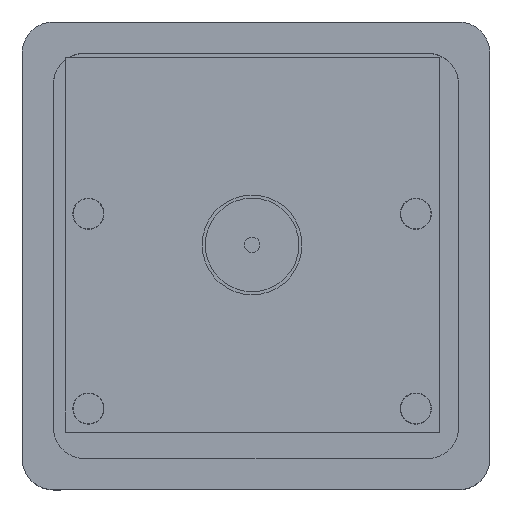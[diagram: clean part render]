
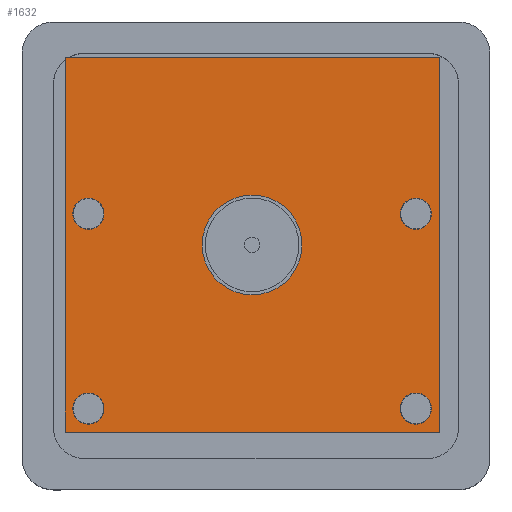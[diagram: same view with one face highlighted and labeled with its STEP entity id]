
A CAD part, top view. The second image highlights one B-rep face of the part: STEP entity #1632.
In plain terms, the highlighted face is planar.
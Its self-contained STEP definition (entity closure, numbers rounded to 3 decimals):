
#54=FACE_BOUND('',#607,.T.);
#55=FACE_BOUND('',#608,.T.);
#56=FACE_BOUND('',#609,.T.);
#57=FACE_BOUND('',#610,.T.);
#58=FACE_BOUND('',#611,.T.);
#210=LINE('',#2733,#366);
#213=LINE('',#2739,#369);
#216=LINE('',#2745,#372);
#219=LINE('',#2749,#375);
#366=VECTOR('',#2272,10.);
#369=VECTOR('',#2277,10.);
#372=VECTOR('',#2282,10.);
#375=VECTOR('',#2287,10.);
#494=FACE_OUTER_BOUND('',#606,.T.);
#606=EDGE_LOOP('',(#1452,#1453,#1454,#1455));
#607=EDGE_LOOP('',(#1456));
#608=EDGE_LOOP('',(#1457));
#609=EDGE_LOOP('',(#1458));
#610=EDGE_LOOP('',(#1459));
#611=EDGE_LOOP('',(#1460));
#668=CIRCLE('',#1805,3.2);
#670=CIRCLE('',#1808,1.);
#672=CIRCLE('',#1811,1.);
#674=CIRCLE('',#1814,1.);
#676=CIRCLE('',#1817,1.);
#804=VERTEX_POINT('',#2697);
#806=VERTEX_POINT('',#2703);
#808=VERTEX_POINT('',#2709);
#810=VERTEX_POINT('',#2715);
#812=VERTEX_POINT('',#2721);
#816=VERTEX_POINT('',#2730);
#817=VERTEX_POINT('',#2732);
#819=VERTEX_POINT('',#2738);
#821=VERTEX_POINT('',#2744);
#1011=EDGE_CURVE('',#804,#804,#668,.T.);
#1014=EDGE_CURVE('',#806,#806,#670,.T.);
#1017=EDGE_CURVE('',#808,#808,#672,.T.);
#1020=EDGE_CURVE('',#810,#810,#674,.T.);
#1023=EDGE_CURVE('',#812,#812,#676,.T.);
#1028=EDGE_CURVE('',#817,#816,#210,.T.);
#1031=EDGE_CURVE('',#819,#817,#213,.T.);
#1034=EDGE_CURVE('',#821,#819,#216,.T.);
#1037=EDGE_CURVE('',#816,#821,#219,.T.);
#1452=ORIENTED_EDGE('',*,*,#1037,.T.);
#1453=ORIENTED_EDGE('',*,*,#1034,.T.);
#1454=ORIENTED_EDGE('',*,*,#1031,.T.);
#1455=ORIENTED_EDGE('',*,*,#1028,.T.);
#1456=ORIENTED_EDGE('',*,*,#1011,.T.);
#1457=ORIENTED_EDGE('',*,*,#1023,.T.);
#1458=ORIENTED_EDGE('',*,*,#1020,.T.);
#1459=ORIENTED_EDGE('',*,*,#1017,.T.);
#1460=ORIENTED_EDGE('',*,*,#1014,.T.);
#1528=PLANE('',#1823);
#1632=ADVANCED_FACE('',(#494,#54,#55,#56,#57,#58),#1528,.T.);
#1805=AXIS2_PLACEMENT_3D('',#2698,#2235,#2236);
#1808=AXIS2_PLACEMENT_3D('',#2704,#2242,#2243);
#1811=AXIS2_PLACEMENT_3D('',#2710,#2249,#2250);
#1814=AXIS2_PLACEMENT_3D('',#2716,#2256,#2257);
#1817=AXIS2_PLACEMENT_3D('',#2722,#2263,#2264);
#1823=AXIS2_PLACEMENT_3D('',#2750,#2288,#2289);
#2235=DIRECTION('center_axis',(0.,-1.,0.));
#2236=DIRECTION('ref_axis',(-1.,0.,0.));
#2242=DIRECTION('center_axis',(0.,-1.,0.));
#2243=DIRECTION('ref_axis',(1.,0.,0.));
#2249=DIRECTION('center_axis',(0.,-1.,0.));
#2250=DIRECTION('ref_axis',(1.,0.,0.));
#2256=DIRECTION('center_axis',(0.,-1.,0.));
#2257=DIRECTION('ref_axis',(1.,0.,0.));
#2263=DIRECTION('center_axis',(0.,-1.,0.));
#2264=DIRECTION('ref_axis',(1.,0.,0.));
#2272=DIRECTION('',(0.,0.,1.));
#2277=DIRECTION('',(-1.,0.,0.));
#2282=DIRECTION('',(0.,0.,-1.));
#2287=DIRECTION('',(1.,0.,0.));
#2288=DIRECTION('center_axis',(0.,1.,0.));
#2289=DIRECTION('ref_axis',(1.,0.,0.));
#2697=CARTESIAN_POINT('',(15.2,1.,12.));
#2698=CARTESIAN_POINT('Origin',(12.,1.,12.));
#2703=CARTESIAN_POINT('',(9.,1.,1.5));
#2704=CARTESIAN_POINT('Origin',(10.,1.,1.5));
#2709=CARTESIAN_POINT('',(21.5,1.,1.5));
#2710=CARTESIAN_POINT('Origin',(22.5,1.,1.5));
#2715=CARTESIAN_POINT('',(21.5,1.,22.5));
#2716=CARTESIAN_POINT('Origin',(22.5,1.,22.5));
#2721=CARTESIAN_POINT('',(9.,1.,22.5));
#2722=CARTESIAN_POINT('Origin',(10.,1.,22.5));
#2730=CARTESIAN_POINT('',(0.,1.,24.));
#2732=CARTESIAN_POINT('',(0.,1.,0.));
#2733=CARTESIAN_POINT('',(0.,1.,24.));
#2738=CARTESIAN_POINT('',(24.,1.,0.));
#2739=CARTESIAN_POINT('',(0.,1.,0.));
#2744=CARTESIAN_POINT('',(24.,1.,24.));
#2745=CARTESIAN_POINT('',(24.,1.,0.));
#2749=CARTESIAN_POINT('',(24.,1.,24.));
#2750=CARTESIAN_POINT('Origin',(12.,1.,12.));
